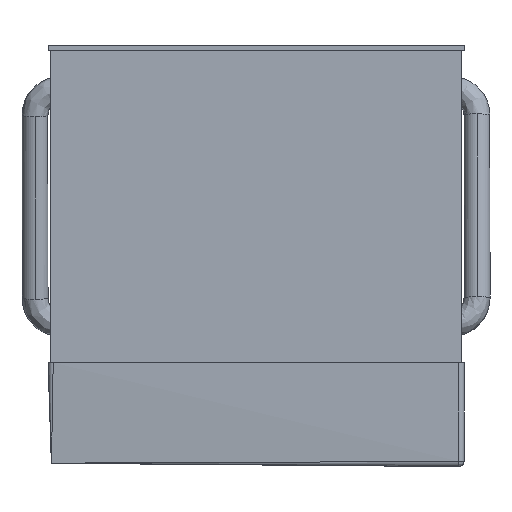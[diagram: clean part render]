
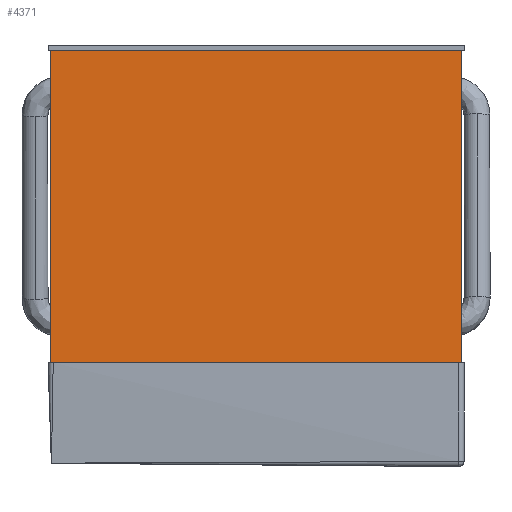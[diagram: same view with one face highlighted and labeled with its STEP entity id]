
A CAD part, left-side view. The second image highlights one B-rep face of the part: STEP entity #4371.
In plain terms, the highlighted planar face has unit normal (-1, 0, 0).
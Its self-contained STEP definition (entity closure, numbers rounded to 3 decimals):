
#257 = CARTESIAN_POINT ( 'NONE',  ( -0.795, 0.395, 0.2 ) ) ;
#416 = ORIENTED_EDGE ( 'NONE', *, *, #1054, .T. ) ;
#692 = CARTESIAN_POINT ( 'NONE',  ( -0.795, 0.395, 0.2 ) ) ;
#968 = VECTOR ( 'NONE', #5901, 1000. ) ;
#996 = CARTESIAN_POINT ( 'NONE',  ( -0.795, 0.395, 0.2 ) ) ;
#1054 = EDGE_CURVE ( 'NONE', #7310, #1657, #3005, .T. ) ;
#1256 = CARTESIAN_POINT ( 'NONE',  ( -0.795, -0.395, 0.2 ) ) ;
#1350 = EDGE_LOOP ( 'NONE', ( #5830, #416, #4162, #3640 ) ) ;
#1600 = CARTESIAN_POINT ( 'NONE',  ( -0.795, -0.395, 0.2 ) ) ;
#1657 = VERTEX_POINT ( 'NONE', #5402 ) ;
#1854 = DIRECTION ( 'NONE',  ( 0., 0., -1. ) ) ;
#1967 = DIRECTION ( 'NONE',  ( 0., 0., 1. ) ) ;
#1994 = EDGE_CURVE ( 'NONE', #4372, #3663, #6557, .T. ) ;
#2144 = VECTOR ( 'NONE', #5965, 1000. ) ;
#2935 = CARTESIAN_POINT ( 'NONE',  ( -0.795, -0.395, 0.8 ) ) ;
#3005 = LINE ( 'NONE', #4103, #2144 ) ;
#3053 = LINE ( 'NONE', #1256, #5112 ) ;
#3625 = LINE ( 'NONE', #257, #7167 ) ;
#3640 = ORIENTED_EDGE ( 'NONE', *, *, #1994, .T. ) ;
#3663 = VERTEX_POINT ( 'NONE', #1600 ) ;
#3871 = FACE_OUTER_BOUND ( 'NONE', #1350, .T. ) ;
#4103 = CARTESIAN_POINT ( 'NONE',  ( -0.795, 0., 0.8 ) ) ;
#4162 = ORIENTED_EDGE ( 'NONE', *, *, #7187, .F. ) ;
#4371 = ADVANCED_FACE ( 'NONE', ( #3871 ), #5665, .T. ) ;
#4372 = VERTEX_POINT ( 'NONE', #996 ) ;
#4427 = DIRECTION ( 'NONE',  ( 0., 0., 1. ) ) ;
#4739 = EDGE_CURVE ( 'NONE', #7310, #3663, #3053, .T. ) ;
#4959 = DIRECTION ( 'NONE',  ( -1., 0., 0. ) ) ;
#5112 = VECTOR ( 'NONE', #1854, 1000. ) ;
#5402 = CARTESIAN_POINT ( 'NONE',  ( -0.795, 0.395, 0.8 ) ) ;
#5665 = PLANE ( 'NONE',  #5877 ) ;
#5830 = ORIENTED_EDGE ( 'NONE', *, *, #4739, .F. ) ;
#5877 = AXIS2_PLACEMENT_3D ( 'NONE', #6110, #4959, #4427 ) ;
#5901 = DIRECTION ( 'NONE',  ( 0., -1., 0. ) ) ;
#5965 = DIRECTION ( 'NONE',  ( 0., 1., 0. ) ) ;
#6110 = CARTESIAN_POINT ( 'NONE',  ( -0.795, 0.395, 0.2 ) ) ;
#6557 = LINE ( 'NONE', #692, #968 ) ;
#7167 = VECTOR ( 'NONE', #1967, 1000. ) ;
#7187 = EDGE_CURVE ( 'NONE', #4372, #1657, #3625, .T. ) ;
#7310 = VERTEX_POINT ( 'NONE', #2935 ) ;
